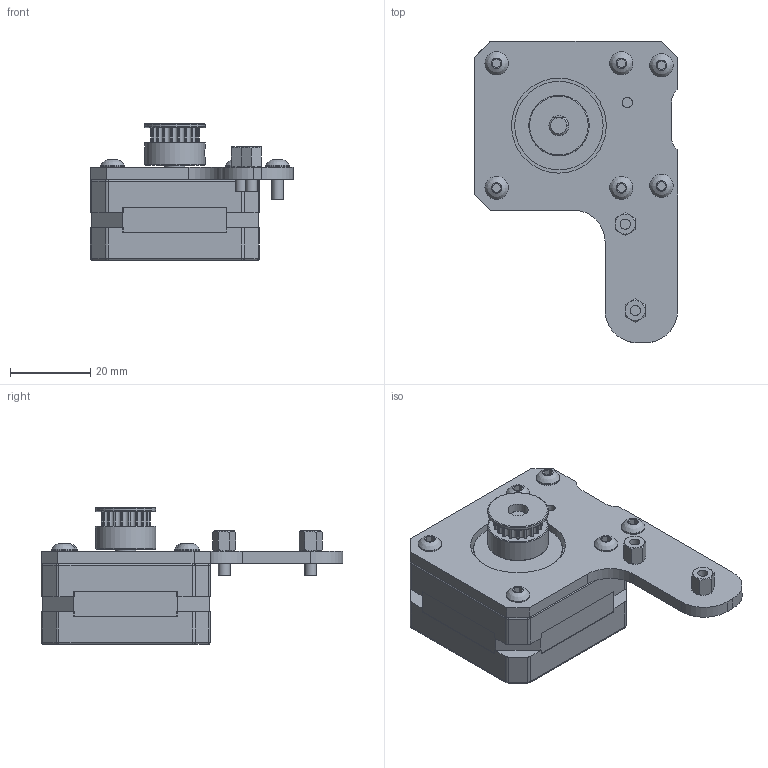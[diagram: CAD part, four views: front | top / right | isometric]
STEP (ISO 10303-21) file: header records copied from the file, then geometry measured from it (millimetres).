
FILE_DESCRIPTION(/* description */ (''),/* implementation_level */ '2;1');
FILE_NAME(/* name */ '',/* time_stamp */ '2024-06-21T18:01:38-04:00',/* author */ (''),/* organization */ (''),/* preprocessor_version */ 'ST-DEVELOPER v20',/* originating_system */ 'Autodesk Translation Framework v13.14.0.145',/* authorisation */ '');
FILE_SCHEMA (('AUTOMOTIVE_DESIGN { 1 0 10303 214 3 1 1 }'));
Length unit declared in the file: millimetre
Products named in the file (14): A Drive Assembly (A电机装配体); AB Motor Plate [CNC] v6 (1); LDO-42STH20-1004ASH v1 (1); Stator (1); Shaft (1); Pulley 2GT 20T 5x3mm v3 (1); Standoff H4.75*M3*5+6 v3 (2); Standoff H4.75*M3*5+6 v3 (3); M3x6 BHCS v1 (4); M3x6 BHCS v1 (5); M3x6 BHCS v1 (6); M3x6 BHCS v1 (7); M3x8 BHCS v1 (2); M3x8 BHCS v1 (3)
Assembly tree (13 placements, depth 3):
  A Drive Assembly (A电机装配体)
    AB Motor Plate [CNC] v6 (1)
    LDO-42STH20-1004ASH v1 (1)
      Stator (1)
      Shaft (1)
    Pulley 2GT 20T 5x3mm v3 (1)
    Standoff H4.75*M3*5+6 v3 (2)
    Standoff H4.75*M3*5+6 v3 (3)
    M3x6 BHCS v1 (4)
    M3x6 BHCS v1 (5)
    M3x6 BHCS v1 (6)
    M3x6 BHCS v1 (7)
    M3x8 BHCS v1 (2)
    M3x8 BHCS v1 (3)
Bounding box: 50.5 x 75 x 34 mm (x, y, z)
Volume: 43097.5 mm3; surface area: 16451.1 mm2
Topology: 12 solids, 12 shells, 371 faces, 902 edges, 578 vertices
Faces by surface type: plane 166, cylinder 161, bspline 22, torus 15, cone 7
Full cylindrical faces by diameter (mm): 2.529 x11, 2.927 x8, 3.5 x6, 5 x3, 5.7 x4, 5.8 x6, 8.9 x1, 9.2 x1, 15 x2, 22 x1, 23.6 x1
Entity records: 11752 total; most frequent: CARTESIAN_POINT 2352, DIRECTION 2009, ORIENTED_EDGE 1804, EDGE_CURVE 902, AXIS2_PLACEMENT_3D 766, VERTEX_POINT 578, LINE 477, VECTOR 477
